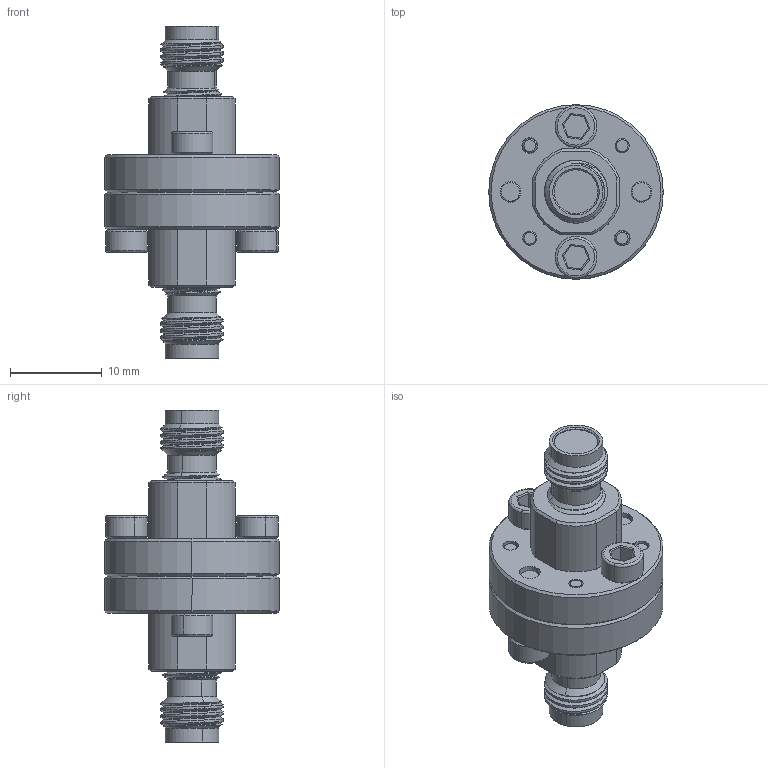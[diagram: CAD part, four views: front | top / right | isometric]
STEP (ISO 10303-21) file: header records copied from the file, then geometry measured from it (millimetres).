
FILE_DESCRIPTION (( 'STEP AP203' ), '1' );
FILE_NAME ('CF-HE-BE.STEP', '2025-07-09T00:34:11', ( '' ), ( '' ), 'SwSTEP 2.0', 'SolidWorks 2021', '' );
FILE_SCHEMA (( 'CONFIG_CONTROL_DESIGN' ));
Length unit declared in the file: inch
Products named in the file (1): CF-HE-BE
Bounding box: 19.05 x 19.05 x 36.25 mm (x, y, z)
Volume: 3601.4 mm3; surface area: 3284.8 mm2
Topology: 9 solids, 9 shells, 404 faces, 976 edges, 606 vertices
Faces by surface type: cylinder 196, cone 98, plane 86, bspline 16, torus 8
Entity records: 15865 total; most frequent: CARTESIAN_POINT 6835, ORIENTED_EDGE 1952, DIRECTION 1812, EDGE_CURVE 976, AXIS2_PLACEMENT_3D 719, VERTEX_POINT 606, EDGE_LOOP 452, ADVANCED_FACE 404
